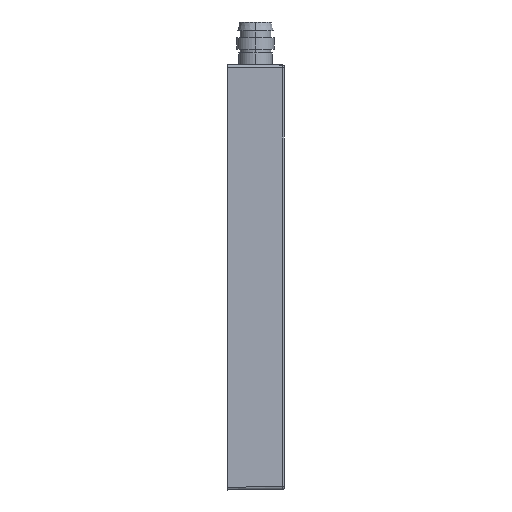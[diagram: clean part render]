
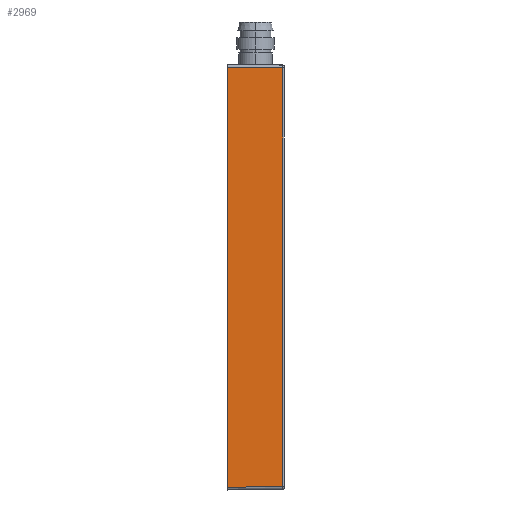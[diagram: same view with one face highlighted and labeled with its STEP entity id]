
A CAD part, left-side view. The second image highlights one B-rep face of the part: STEP entity #2969.
In plain terms, the highlighted planar face has unit normal (-1, -0.009, 0).
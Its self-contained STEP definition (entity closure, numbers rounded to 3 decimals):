
#215=DIRECTION('',(0.,0.,1.));
#216=VECTOR('',#215,88.8);
#217=CARTESIAN_POINT('',(-72.5,6.,-89.4));
#218=LINE('',#217,#216);
#617=CARTESIAN_POINT('',(-72.5,6.,-89.4));
#619=DIRECTION('',(0.009,-1.,0.009));
#620=VECTOR('',#619,11.704);
#621=CARTESIAN_POINT('',(-72.5,6.,-89.4));
#622=LINE('',#621,#620);
#631=CARTESIAN_POINT('',(-72.398,-5.703,
-89.298));
#648=DIRECTION('',(0.,0.,-1.));
#649=VECTOR('',#648,88.596);
#650=CARTESIAN_POINT('',(-72.398,-5.703,
-0.702));
#651=LINE('',#650,#649);
#657=DIRECTION('',(0.009,-1.,-0.009));
#658=VECTOR('',#657,11.704);
#659=CARTESIAN_POINT('',(-72.5,6.,-0.6));
#660=LINE('',#659,#658);
#1336=VERTEX_POINT('',#617);
#1341=CARTESIAN_POINT('',(-72.5,6.,-0.6));
#1342=VERTEX_POINT('',#1341);
#1387=VERTEX_POINT('',#631);
#1390=CARTESIAN_POINT('',(-72.398,-5.703,
-0.702));
#1391=VERTEX_POINT('',#1390);
#2957=CARTESIAN_POINT('',(-72.5,6.,-93.107));
#2958=DIRECTION('',(-1.,-0.009,0.));
#2959=DIRECTION('',(0.,0.,1.));
#2960=AXIS2_PLACEMENT_3D('',#2957,#2958,#2959);
#2961=PLANE('',#2960);
#2962=ORIENTED_EDGE('',*,*,#2938,.T.);
#2963=ORIENTED_EDGE('',*,*,#2849,.F.);
#2964=ORIENTED_EDGE('',*,*,#1944,.T.);
#2966=ORIENTED_EDGE('',*,*,#2965,.T.);
#2967=EDGE_LOOP('',(#2962,#2963,#2964,#2966));
#2968=FACE_OUTER_BOUND('',#2967,.F.);
#2969=ADVANCED_FACE('',(#2968),#2961,.T.);
#1944=EDGE_CURVE('',#1336,#1342,#218,.T.);
#2849=EDGE_CURVE('',#1336,#1387,#622,.T.);
#2938=EDGE_CURVE('',#1391,#1387,#651,.T.);
#2965=EDGE_CURVE('',#1342,#1391,#660,.T.);
